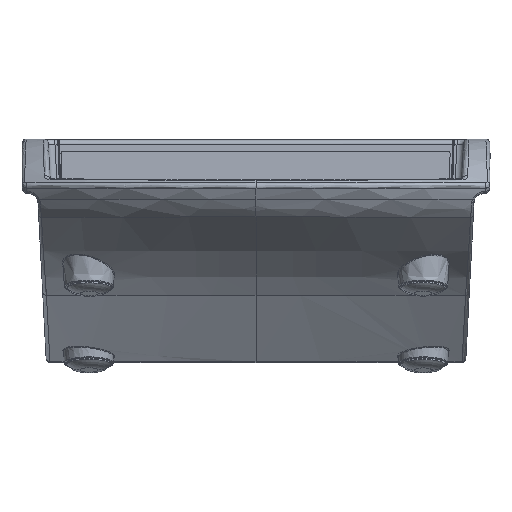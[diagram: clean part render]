
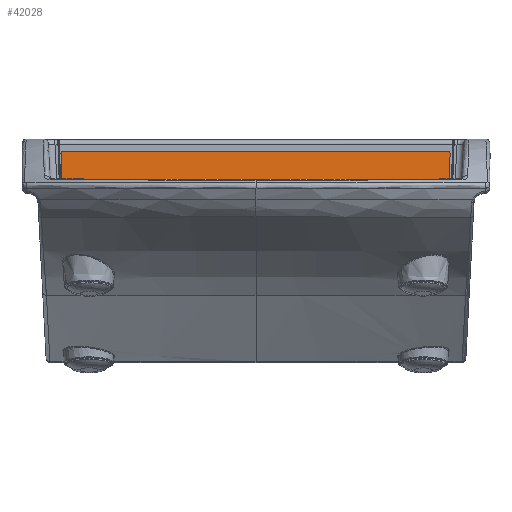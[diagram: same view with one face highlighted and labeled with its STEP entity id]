
A CAD part, top view. The second image highlights one B-rep face of the part: STEP entity #42028.
In plain terms, the highlighted planar face has unit normal (0, 0.052, 0.999).
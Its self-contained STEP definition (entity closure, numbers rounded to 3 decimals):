
#65 = VERTEX_POINT ( 'NONE', #8247 ) ;
#255 = CIRCLE ( 'NONE', #17974, 0.2 ) ;
#291 = ORIENTED_EDGE ( 'NONE', *, *, #3037, .T. ) ;
#1448 = EDGE_CURVE ( 'NONE', #11367, #10367, #19124, .T. ) ;
#1568 = CIRCLE ( 'NONE', #19123, 0.5 ) ;
#1598 = VERTEX_POINT ( 'NONE', #12020 ) ;
#2669 = VECTOR ( 'NONE', #45899, 1000. ) ;
#3037 = EDGE_CURVE ( 'NONE', #65, #42437, #26058, .T. ) ;
#3370 = CARTESIAN_POINT ( 'NONE',  ( 42.286, 24.389, 2.722 ) ) ;
#3633 = AXIS2_PLACEMENT_3D ( 'NONE', #19746, #45829, #23504 ) ;
#3760 = EDGE_CURVE ( 'NONE', #11924, #13707, #22507, .T. ) ;
#3996 = VECTOR ( 'NONE', #9256, 1000. ) ;
#4254 = DIRECTION ( 'NONE',  ( 0., -0.052, -0.999 ) ) ;
#4753 = EDGE_CURVE ( 'NONE', #13707, #8772, #255, .T. ) ;
#5258 = EDGE_CURVE ( 'NONE', #29767, #11924, #35854, .T. ) ;
#5477 = CARTESIAN_POINT ( 'NONE',  ( -42.969, 24.389, 2.722 ) ) ;
#6456 = DIRECTION ( 'NONE',  ( 0., 0.052, 0.999 ) ) ;
#6918 = VERTEX_POINT ( 'NONE', #10572 ) ;
#7753 = CARTESIAN_POINT ( 'NONE',  ( -27.5, 24.536, 2.715 ) ) ;
#7810 = ORIENTED_EDGE ( 'NONE', *, *, #33220, .T. ) ;
#8247 = CARTESIAN_POINT ( 'NONE',  ( -28.606, 24.389, 2.722 ) ) ;
#8548 = VECTOR ( 'NONE', #21833, 1000. ) ;
#8656 = DIRECTION ( 'NONE',  ( 0.035, 0.998, -0.052 ) ) ;
#8772 = VERTEX_POINT ( 'NONE', #26204 ) ;
#9256 = DIRECTION ( 'NONE',  ( 1., 0., 0. ) ) ;
#9482 = DIRECTION ( 'NONE',  ( 1., 0., 0. ) ) ;
#10367 = VERTEX_POINT ( 'NONE', #41203 ) ;
#10505 = EDGE_LOOP ( 'NONE', ( #26673, #37705, #25142, #46132, #45412, #13011, #44655, #32511, #25790, #40182, #7810, #21589, #291, #28904, #42704, #38845, #46476 ) ) ;
#10572 = CARTESIAN_POINT ( 'NONE',  ( -26.401, 24.575, 2.713 ) ) ;
#11367 = VERTEX_POINT ( 'NONE', #37758 ) ;
#11381 = VECTOR ( 'NONE', #31521, 1000. ) ;
#11473 = DIRECTION ( 'NONE',  ( 0., 0.999, -0.052 ) ) ;
#11924 = VERTEX_POINT ( 'NONE', #30007 ) ;
#12020 = CARTESIAN_POINT ( 'NONE',  ( -43.255, 47.405, 1.516 ) ) ;
#12191 = AXIS2_PLACEMENT_3D ( 'NONE', #7753, #33845, #11473 ) ;
#12268 = DIRECTION ( 'NONE',  ( 0., -0.052, -0.999 ) ) ;
#12590 = VECTOR ( 'NONE', #35254, 1000. ) ;
#13011 = ORIENTED_EDGE ( 'NONE', *, *, #1448, .T. ) ;
#13231 = CARTESIAN_POINT ( 'NONE',  ( 43.055, 46.906, 1.542 ) ) ;
#13707 = VERTEX_POINT ( 'NONE', #36692 ) ;
#14196 = CARTESIAN_POINT ( 'NONE',  ( 42.286, 24.888, 2.696 ) ) ;
#14760 = VECTOR ( 'NONE', #9482, 1000. ) ;
#15677 = VECTOR ( 'NONE', #19074, 1000. ) ;
#16119 = VERTEX_POINT ( 'NONE', #41541 ) ;
#16233 = AXIS2_PLACEMENT_3D ( 'NONE', #28787, #6456, #32559 ) ;
#16974 = DIRECTION ( 'NONE',  ( 0., 0.999, -0.052 ) ) ;
#17239 = CARTESIAN_POINT ( 'NONE',  ( -43.755, 46.888, 1.543 ) ) ;
#17597 = EDGE_CURVE ( 'NONE', #16119, #29767, #33101, .T. ) ;
#17721 = VECTOR ( 'NONE', #39570, 1000. ) ;
#17744 = VERTEX_POINT ( 'NONE', #24041 ) ;
#17761 = CIRCLE ( 'NONE', #12191, 1.1 ) ;
#17969 = DIRECTION ( 'NONE',  ( 0., 0.999, -0.052 ) ) ;
#17974 = AXIS2_PLACEMENT_3D ( 'NONE', #34629, #12268, #38411 ) ;
#19074 = DIRECTION ( 'NONE',  ( 0.035, -0.998, 0.052 ) ) ;
#19123 = AXIS2_PLACEMENT_3D ( 'NONE', #13231, #39361, #16974 ) ;
#19124 = LINE ( 'NONE', #38026, #45359 ) ;
#19372 = VERTEX_POINT ( 'NONE', #47380 ) ;
#19641 = CARTESIAN_POINT ( 'NONE',  ( 28.641, 23.388, 2.775 ) ) ;
#19746 = CARTESIAN_POINT ( 'NONE',  ( 27.5, 24.536, 2.715 ) ) ;
#19833 = CARTESIAN_POINT ( 'NONE',  ( -42.486, 24.888, 2.696 ) ) ;
#20061 = CARTESIAN_POINT ( 'NONE',  ( -28.599, 24.575, 2.713 ) ) ;
#20548 = CARTESIAN_POINT ( 'NONE',  ( -42.969, 24.389, 2.722 ) ) ;
#21589 = ORIENTED_EDGE ( 'NONE', *, *, #48398, .T. ) ;
#21833 = DIRECTION ( 'NONE',  ( 0.035, -0.998, 0.052 ) ) ;
#22507 = LINE ( 'NONE', #19641, #2669 ) ;
#22847 = CARTESIAN_POINT ( 'NONE',  ( 0., 22.39, 2.827 ) ) ;
#23096 = DIRECTION ( 'NONE',  ( 0.035, 0.998, -0.052 ) ) ;
#23504 = DIRECTION ( 'NONE',  ( 0., 0.999, -0.052 ) ) ;
#23599 = DIRECTION ( 'NONE',  ( 0., 0.999, -0.052 ) ) ;
#23801 = LINE ( 'NONE', #5477, #3996 ) ;
#24041 = CARTESIAN_POINT ( 'NONE',  ( -26.394, 24.389, 2.722 ) ) ;
#24293 = VECTOR ( 'NONE', #23096, 1000. ) ;
#25142 = ORIENTED_EDGE ( 'NONE', *, *, #4753, .T. ) ;
#25299 = CARTESIAN_POINT ( 'NONE',  ( -42.986, 24.871, 2.697 ) ) ;
#25358 = CIRCLE ( 'NONE', #42056, 0.5 ) ;
#25790 = ORIENTED_EDGE ( 'NONE', *, *, #42176, .T. ) ;
#25956 = VERTEX_POINT ( 'NONE', #39884 ) ;
#26058 = LINE ( 'NONE', #31510, #12590 ) ;
#26204 = CARTESIAN_POINT ( 'NONE',  ( 28.813, 24.389, 2.722 ) ) ;
#26620 = EDGE_CURVE ( 'NONE', #6918, #17744, #44310, .T. ) ;
#26673 = ORIENTED_EDGE ( 'NONE', *, *, #5258, .T. ) ;
#27929 = CARTESIAN_POINT ( 'NONE',  ( -43.773, 47.405, 1.516 ) ) ;
#28046 = EDGE_CURVE ( 'NONE', #17744, #16119, #23801, .T. ) ;
#28787 = CARTESIAN_POINT ( 'NONE',  ( -43.255, 46.906, 1.542 ) ) ;
#28904 = ORIENTED_EDGE ( 'NONE', *, *, #37483, .T. ) ;
#29618 = CIRCLE ( 'NONE', #46118, 0.5 ) ;
#29767 = VERTEX_POINT ( 'NONE', #44640 ) ;
#30007 = CARTESIAN_POINT ( 'NONE',  ( 28.599, 24.575, 2.713 ) ) ;
#30347 = DIRECTION ( 'NONE',  ( 0., 0.999, -0.052 ) ) ;
#30581 = CARTESIAN_POINT ( 'NONE',  ( 26.292, 21.473, 2.875 ) ) ;
#31226 = LINE ( 'NONE', #27929, #11381 ) ;
#31510 = CARTESIAN_POINT ( 'NONE',  ( -28.641, 23.388, 2.775 ) ) ;
#31521 = DIRECTION ( 'NONE',  ( -1., 0., 0. ) ) ;
#32234 = VERTEX_POINT ( 'NONE', #3370 ) ;
#32511 = ORIENTED_EDGE ( 'NONE', *, *, #35190, .T. ) ;
#32559 = DIRECTION ( 'NONE',  ( 0., 0.999, -0.052 ) ) ;
#33101 = LINE ( 'NONE', #30581, #24293 ) ;
#33220 = EDGE_CURVE ( 'NONE', #45110, #25956, #29618, .T. ) ;
#33845 = DIRECTION ( 'NONE',  ( 0., -0.052, -0.999 ) ) ;
#34246 = VERTEX_POINT ( 'NONE', #17239 ) ;
#34629 = CARTESIAN_POINT ( 'NONE',  ( 28.813, 24.189, 2.733 ) ) ;
#35190 = EDGE_CURVE ( 'NONE', #19372, #1598, #31226, .T. ) ;
#35254 = DIRECTION ( 'NONE',  ( 0.035, 0.998, -0.052 ) ) ;
#35815 = CARTESIAN_POINT ( 'NONE',  ( -42.969, 24.389, 2.722 ) ) ;
#35854 = CIRCLE ( 'NONE', #3633, 1.1 ) ;
#36692 = CARTESIAN_POINT ( 'NONE',  ( 28.613, 24.182, 2.733 ) ) ;
#37483 = EDGE_CURVE ( 'NONE', #42437, #6918, #17761, .T. ) ;
#37596 = LINE ( 'NONE', #35815, #17721 ) ;
#37705 = ORIENTED_EDGE ( 'NONE', *, *, #3760, .T. ) ;
#37758 = CARTESIAN_POINT ( 'NONE',  ( 42.786, 24.871, 2.697 ) ) ;
#38026 = CARTESIAN_POINT ( 'NONE',  ( 42.769, 24.389, 2.722 ) ) ;
#38411 = DIRECTION ( 'NONE',  ( 0., 0.999, -0.052 ) ) ;
#38838 = EDGE_CURVE ( 'NONE', #8772, #32234, #43379, .T. ) ;
#38845 = ORIENTED_EDGE ( 'NONE', *, *, #28046, .T. ) ;
#39361 = DIRECTION ( 'NONE',  ( 0., 0.052, 0.999 ) ) ;
#39570 = DIRECTION ( 'NONE',  ( 1., 0., 0. ) ) ;
#39884 = CARTESIAN_POINT ( 'NONE',  ( -42.486, 24.389, 2.722 ) ) ;
#40182 = ORIENTED_EDGE ( 'NONE', *, *, #44243, .T. ) ;
#40301 = FACE_OUTER_BOUND ( 'NONE', #10505, .T. ) ;
#40334 = DIRECTION ( 'NONE',  ( 0., 0.052, 0.999 ) ) ;
#41203 = CARTESIAN_POINT ( 'NONE',  ( 43.555, 46.888, 1.543 ) ) ;
#41439 = CARTESIAN_POINT ( 'NONE',  ( -26.292, 21.473, 2.875 ) ) ;
#41541 = CARTESIAN_POINT ( 'NONE',  ( 26.394, 24.389, 2.722 ) ) ;
#42028 = ADVANCED_FACE ( 'NONE', ( #40301 ), #45163, .F. ) ;
#42056 = AXIS2_PLACEMENT_3D ( 'NONE', #14196, #40334, #17969 ) ;
#42176 = EDGE_CURVE ( 'NONE', #1598, #34246, #47860, .T. ) ;
#42437 = VERTEX_POINT ( 'NONE', #20061 ) ;
#42704 = ORIENTED_EDGE ( 'NONE', *, *, #26620, .T. ) ;
#43379 = LINE ( 'NONE', #20548, #14760 ) ;
#43694 = EDGE_CURVE ( 'NONE', #10367, #19372, #1568, .T. ) ;
#44167 = CARTESIAN_POINT ( 'NONE',  ( -42.969, 24.389, 2.722 ) ) ;
#44243 = EDGE_CURVE ( 'NONE', #34246, #45110, #48241, .T. ) ;
#44310 = LINE ( 'NONE', #41439, #15677 ) ;
#44640 = CARTESIAN_POINT ( 'NONE',  ( 26.401, 24.575, 2.713 ) ) ;
#44655 = ORIENTED_EDGE ( 'NONE', *, *, #43694, .T. ) ;
#44689 = AXIS2_PLACEMENT_3D ( 'NONE', #22847, #4254, #30347 ) ;
#45110 = VERTEX_POINT ( 'NONE', #25299 ) ;
#45163 = PLANE ( 'NONE',  #44689 ) ;
#45359 = VECTOR ( 'NONE', #8656, 1000. ) ;
#45412 = ORIENTED_EDGE ( 'NONE', *, *, #47674, .T. ) ;
#45829 = DIRECTION ( 'NONE',  ( 0., -0.052, -0.999 ) ) ;
#45899 = DIRECTION ( 'NONE',  ( 0.035, -0.998, 0.052 ) ) ;
#45940 = DIRECTION ( 'NONE',  ( 0., 0.052, 0.999 ) ) ;
#46118 = AXIS2_PLACEMENT_3D ( 'NONE', #19833, #45940, #23599 ) ;
#46132 = ORIENTED_EDGE ( 'NONE', *, *, #38838, .T. ) ;
#46476 = ORIENTED_EDGE ( 'NONE', *, *, #17597, .T. ) ;
#47380 = CARTESIAN_POINT ( 'NONE',  ( 43.055, 47.405, 1.516 ) ) ;
#47674 = EDGE_CURVE ( 'NONE', #32234, #11367, #25358, .T. ) ;
#47860 = CIRCLE ( 'NONE', #16233, 0.5 ) ;
#48241 = LINE ( 'NONE', #44167, #8548 ) ;
#48398 = EDGE_CURVE ( 'NONE', #25956, #65, #37596, .T. ) ;
